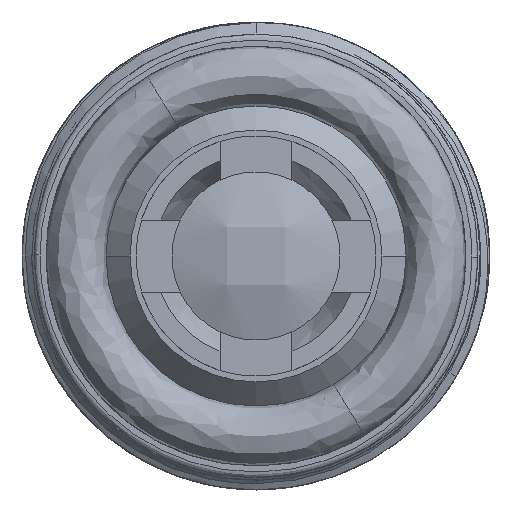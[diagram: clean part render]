
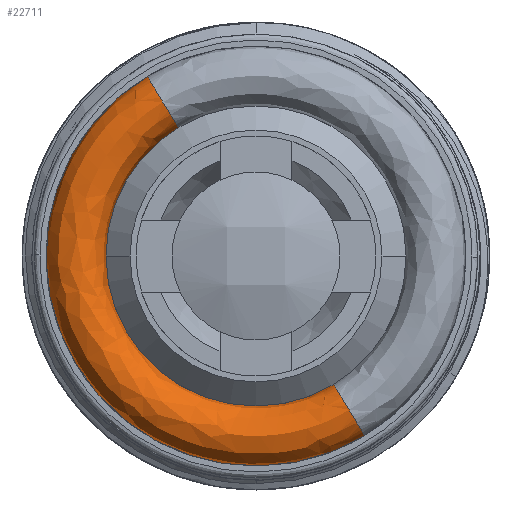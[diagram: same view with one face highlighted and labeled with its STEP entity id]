
A CAD part, front view. The second image highlights one B-rep face of the part: STEP entity #22711.
In plain terms, the highlighted free-form (B-spline) face has degree [3, 3] with [4, 4] control points.
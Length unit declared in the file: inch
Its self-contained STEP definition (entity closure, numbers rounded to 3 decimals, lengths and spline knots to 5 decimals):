
#1301 = CARTESIAN_POINT ( 'NONE',  ( -0.59055, 0., 0. ) ) ;
#1318 = CARTESIAN_POINT ( 'NONE',  ( -0.49213, 0.98425, -0.19685 ) ) ;
#2171 = EDGE_CURVE ( 'NONE', #19895, #33399, #22039, .T. ) ;
#2373 = DIRECTION ( 'NONE',  ( -1., 0., 0. ) ) ;
#2494 = ORIENTED_EDGE ( 'NONE', *, *, #27336, .F. ) ;
#2581 = CARTESIAN_POINT ( 'NONE',  ( 0., 0., 0. ) ) ;
#4315 = EDGE_CURVE ( 'NONE', #19895, #24132, #25583, .T. ) ;
#4365 = CARTESIAN_POINT ( 'NONE',  ( 0.49213, 0.98425, -0.19685 ) ) ;
#6880 = AXIS2_PLACEMENT_3D ( 'NONE', #21007, #40432, #10879 ) ;
#7785 = CARTESIAN_POINT ( 'NONE',  ( -0.68898, 0., -0.19685 ) ) ;
#9234 = EDGE_CURVE ( 'NONE', #24132, #41728, #31393, .T. ) ;
#10846 = CARTESIAN_POINT ( 'NONE',  ( -0.49213, 0., 0. ) ) ;
#10879 = DIRECTION ( 'NONE',  ( -1., 0., 0. ) ) ;
#11241 = ORIENTED_EDGE ( 'NONE', *, *, #2171, .F. ) ;
#11885 = DIRECTION ( 'NONE',  ( 0., 0., 1. ) ) ;
#13667 = CARTESIAN_POINT ( 'NONE',  ( 0.68898, 0., 0. ) ) ;
#14096 = CARTESIAN_POINT ( 'NONE',  ( 0.68898, 0., -0.19685 ) ) ;
#14308 = CARTESIAN_POINT ( 'NONE',  ( 0.68898, 1.37795, 0. ) ) ;
#14730 = EDGE_LOOP ( 'NONE', ( #11241, #24838, #21980, #2494 ) ) ;
#16102 = DIRECTION ( 'NONE',  ( 1., 0., 0. ) ) ;
#17744 = CARTESIAN_POINT ( 'NONE',  ( -0.68898, 1.37795, -0.19685 ) ) ;
#18162 = CARTESIAN_POINT ( 'NONE',  ( -0.49213, 0.98425, 0. ) ) ;
#19739 = CARTESIAN_POINT ( 'NONE',  ( 0.59055, 0., 0. ) ) ;
#19895 = VERTEX_POINT ( 'NONE', #13667 ) ;
#21007 = CARTESIAN_POINT ( 'NONE',  ( 0., 0., 0. ) ) ;
#21608 = FACE_OUTER_BOUND ( 'NONE', #14730, .T. ) ;
#21980 = ORIENTED_EDGE ( 'NONE', *, *, #9234, .T. ) ;
#22039 = CIRCLE ( 'NONE', #6880, 0.68898 ) ;
#22711 = ADVANCED_FACE ( 'NONE', ( #21608 ), #36757, .T. ) ;
#23986 = CARTESIAN_POINT ( 'NONE',  ( 0.49213, 0., 0. ) ) ;
#24132 = VERTEX_POINT ( 'NONE', #40977 ) ;
#24192 = CARTESIAN_POINT ( 'NONE',  ( 0.49213, 0., -0.19685 ) ) ;
#24838 = ORIENTED_EDGE ( 'NONE', *, *, #4315, .T. ) ;
#25583 = CIRCLE ( 'NONE', #35216, 0.09843 ) ;
#25856 = CIRCLE ( 'NONE', #40996, 0.09843 ) ;
#26476 = CARTESIAN_POINT ( 'NONE',  ( -0.49213, 0., 0. ) ) ;
#27336 = EDGE_CURVE ( 'NONE', #33399, #41728, #25856, .T. ) ;
#27986 = AXIS2_PLACEMENT_3D ( 'NONE', #2581, #11885, #42257 ) ;
#29232 = DIRECTION ( 'NONE',  ( 0., 1., 0. ) ) ;
#31281 = CARTESIAN_POINT ( 'NONE',  ( -0.68898, 1.37795, 0. ) ) ;
#31393 = CIRCLE ( 'NONE', #27986, 0.49213 ) ;
#33399 = VERTEX_POINT ( 'NONE', #39515 ) ;
#33881 = CARTESIAN_POINT ( 'NONE',  ( -0.68898, 0., 0. ) ) ;
#34107 = CARTESIAN_POINT ( 'NONE',  ( -0.49213, 0., -0.19685 ) ) ;
#35216 = AXIS2_PLACEMENT_3D ( 'NONE', #19739, #29232, #16102 ) ;
#36757 =( BOUNDED_SURFACE ( )  B_SPLINE_SURFACE ( 3, 3, ( 
 ( #37785, #14308, #31281, #33881 ),
 ( #14096, #40814, #17744, #7785 ),
 ( #24192, #4365, #1318, #34107 ),
 ( #23986, #40396, #18162, #10846 ) ),
 .UNSPECIFIED., .F., .F., .T. ) 
 B_SPLINE_SURFACE_WITH_KNOTS ( ( 4, 4 ),
 ( 4, 4 ),
 ( 0., 1. ),
 ( 0., 1. ),
 .UNSPECIFIED. ) 
 GEOMETRIC_REPRESENTATION_ITEM ( )  RATIONAL_B_SPLINE_SURFACE ( (
 ( 1., 0.333, 0.333, 1.),
 ( 0.333, 0.111, 0.111, 0.333),
 ( 0.333, 0.111, 0.111, 0.333),
 ( 1., 0.333, 0.333, 1.) ) ) 
 REPRESENTATION_ITEM ( '' )  SURFACE ( )  );
#37785 = CARTESIAN_POINT ( 'NONE',  ( 0.68898, 0., 0. ) ) ;
#39515 = CARTESIAN_POINT ( 'NONE',  ( -0.68898, 0., 0. ) ) ;
#40396 = CARTESIAN_POINT ( 'NONE',  ( 0.49213, 0.98425, 0. ) ) ;
#40432 = DIRECTION ( 'NONE',  ( 0., 0., 1. ) ) ;
#40814 = CARTESIAN_POINT ( 'NONE',  ( 0.68898, 1.37795, -0.19685 ) ) ;
#40977 = CARTESIAN_POINT ( 'NONE',  ( 0.49213, 0., 0. ) ) ;
#40996 = AXIS2_PLACEMENT_3D ( 'NONE', #1301, #42486, #2373 ) ;
#41728 = VERTEX_POINT ( 'NONE', #26476 ) ;
#42257 = DIRECTION ( 'NONE',  ( -1., 0., 0. ) ) ;
#42486 = DIRECTION ( 'NONE',  ( 0., -1., 0. ) ) ;
